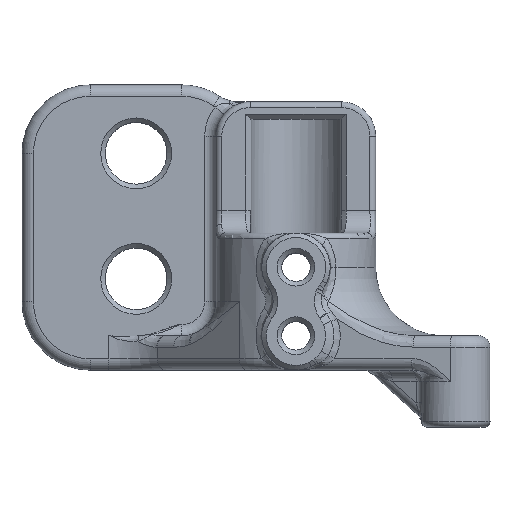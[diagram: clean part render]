
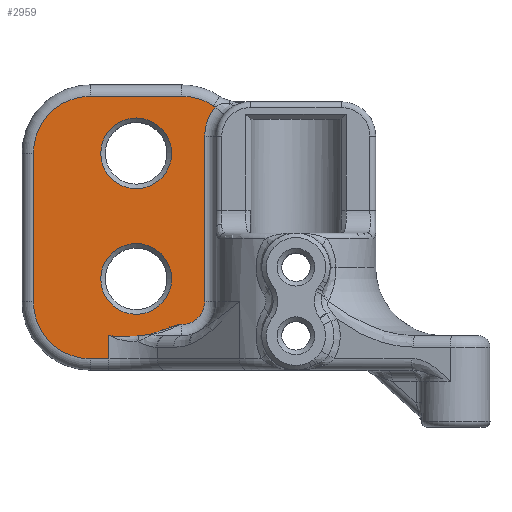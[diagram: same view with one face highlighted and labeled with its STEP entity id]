
A CAD part, top view. The second image highlights one B-rep face of the part: STEP entity #2959.
In plain terms, the highlighted planar face has unit normal (0, 0, 1).
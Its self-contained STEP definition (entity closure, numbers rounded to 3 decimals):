
#131=FACE_BOUND('',#624,.T.);
#132=FACE_BOUND('',#625,.T.);
#142=PLANE('',#3200);
#250=B_SPLINE_CURVE_WITH_KNOTS('',3,(#6169,#6170,#6171,#6172,#6173,#6174,
#6175,#6176),.UNSPECIFIED.,.F.,.F.,(4,2,2,4),(-0.001,0.,
0.171,0.291),.UNSPECIFIED.);
#251=B_SPLINE_CURVE_WITH_KNOTS('',3,(#6180,#6181,#6182,#6183,#6184,#6185,
#6186,#6187),.UNSPECIFIED.,.F.,.F.,(4,2,2,4),(0.,0.061,0.206,
0.207),.UNSPECIFIED.);
#418=FACE_OUTER_BOUND('',#623,.T.);
#623=EDGE_LOOP('',(#2322,#2323,#2324,#2325,#2326,#2327,#2328,#2329,#2330,
#2331,#2332,#2333,#2334,#2335,#2336));
#624=EDGE_LOOP('',(#2337));
#625=EDGE_LOOP('',(#2338));
#821=LINE('',#6157,#977);
#822=LINE('',#6161,#978);
#823=LINE('',#6165,#979);
#824=LINE('',#6167,#980);
#825=LINE('',#6189,#981);
#826=LINE('',#6192,#982);
#977=VECTOR('',#3676,10.);
#978=VECTOR('',#3679,10.);
#979=VECTOR('',#3682,10.);
#980=VECTOR('',#3683,10.);
#981=VECTOR('',#3686,10.);
#982=VECTOR('',#3689,10.);
#1126=CIRCLE('',#3199,3.1);
#1127=CIRCLE('',#3201,4.);
#1128=CIRCLE('',#3202,4.);
#1129=CIRCLE('',#3203,5.);
#1130=CIRCLE('',#3204,5.);
#1131=CIRCLE('',#3205,5.);
#1132=CIRCLE('',#3206,5.);
#1133=CIRCLE('',#3207,2.);
#1134=CIRCLE('',#3208,3.1);
#1375=VERTEX_POINT('',#6145);
#1376=VERTEX_POINT('',#6149);
#1377=VERTEX_POINT('',#6150);
#1378=VERTEX_POINT('',#6152);
#1379=VERTEX_POINT('',#6154);
#1380=VERTEX_POINT('',#6156);
#1381=VERTEX_POINT('',#6158);
#1382=VERTEX_POINT('',#6160);
#1383=VERTEX_POINT('',#6162);
#1384=VERTEX_POINT('',#6164);
#1385=VERTEX_POINT('',#6166);
#1386=VERTEX_POINT('',#6168);
#1387=VERTEX_POINT('',#6177);
#1388=VERTEX_POINT('',#6179);
#1389=VERTEX_POINT('',#6188);
#1390=VERTEX_POINT('',#6190);
#1391=VERTEX_POINT('',#6193);
#1710=EDGE_CURVE('',#1375,#1375,#1126,.T.);
#1712=EDGE_CURVE('',#1376,#1377,#1127,.T.);
#1713=EDGE_CURVE('',#1378,#1376,#1128,.T.);
#1714=EDGE_CURVE('',#1379,#1378,#1129,.T.);
#1715=EDGE_CURVE('',#1380,#1379,#821,.T.);
#1716=EDGE_CURVE('',#1381,#1380,#1130,.T.);
#1717=EDGE_CURVE('',#1382,#1381,#822,.T.);
#1718=EDGE_CURVE('',#1383,#1382,#1131,.T.);
#1719=EDGE_CURVE('',#1384,#1383,#823,.T.);
#1720=EDGE_CURVE('',#1385,#1384,#824,.T.);
#1721=EDGE_CURVE('',#1386,#1385,#250,.F.);
#1722=EDGE_CURVE('',#1386,#1387,#1132,.T.);
#1723=EDGE_CURVE('',#1388,#1387,#251,.F.);
#1724=EDGE_CURVE('',#1389,#1388,#825,.T.);
#1725=EDGE_CURVE('',#1390,#1389,#1133,.T.);
#1726=EDGE_CURVE('',#1377,#1390,#826,.T.);
#1727=EDGE_CURVE('',#1391,#1391,#1134,.T.);
#2322=ORIENTED_EDGE('',*,*,#1712,.F.);
#2323=ORIENTED_EDGE('',*,*,#1713,.F.);
#2324=ORIENTED_EDGE('',*,*,#1714,.F.);
#2325=ORIENTED_EDGE('',*,*,#1715,.F.);
#2326=ORIENTED_EDGE('',*,*,#1716,.F.);
#2327=ORIENTED_EDGE('',*,*,#1717,.F.);
#2328=ORIENTED_EDGE('',*,*,#1718,.F.);
#2329=ORIENTED_EDGE('',*,*,#1719,.F.);
#2330=ORIENTED_EDGE('',*,*,#1720,.F.);
#2331=ORIENTED_EDGE('',*,*,#1721,.F.);
#2332=ORIENTED_EDGE('',*,*,#1722,.T.);
#2333=ORIENTED_EDGE('',*,*,#1723,.F.);
#2334=ORIENTED_EDGE('',*,*,#1724,.F.);
#2335=ORIENTED_EDGE('',*,*,#1725,.F.);
#2336=ORIENTED_EDGE('',*,*,#1726,.F.);
#2337=ORIENTED_EDGE('',*,*,#1727,.F.);
#2338=ORIENTED_EDGE('',*,*,#1710,.F.);
#2959=ADVANCED_FACE('',(#418,#131,#132),#142,.T.);
#3199=AXIS2_PLACEMENT_3D('',#6146,#3665,#3666);
#3200=AXIS2_PLACEMENT_3D('',#6148,#3668,#3669);
#3201=AXIS2_PLACEMENT_3D('',#6151,#3670,#3671);
#3202=AXIS2_PLACEMENT_3D('',#6153,#3672,#3673);
#3203=AXIS2_PLACEMENT_3D('',#6155,#3674,#3675);
#3204=AXIS2_PLACEMENT_3D('',#6159,#3677,#3678);
#3205=AXIS2_PLACEMENT_3D('',#6163,#3680,#3681);
#3206=AXIS2_PLACEMENT_3D('',#6178,#3684,#3685);
#3207=AXIS2_PLACEMENT_3D('',#6191,#3687,#3688);
#3208=AXIS2_PLACEMENT_3D('',#6194,#3690,#3691);
#3665=DIRECTION('center_axis',(0.,0.,1.));
#3666=DIRECTION('ref_axis',(1.,0.,0.));
#3668=DIRECTION('center_axis',(0.,0.,1.));
#3669=DIRECTION('ref_axis',(1.,0.,0.));
#3670=DIRECTION('center_axis',(0.,0.,1.));
#3671=DIRECTION('ref_axis',(-0.922,0.388,0.));
#3672=DIRECTION('center_axis',(0.,0.,1.));
#3673=DIRECTION('ref_axis',(-0.289,-0.957,0.));
#3674=DIRECTION('center_axis',(0.,0.,-1.));
#3675=DIRECTION('ref_axis',(0.289,0.957,0.));
#3676=DIRECTION('',(1.,0.,0.));
#3677=DIRECTION('center_axis',(0.,0.,-1.));
#3678=DIRECTION('ref_axis',(-0.707,0.707,0.));
#3679=DIRECTION('',(0.,1.,0.));
#3680=DIRECTION('center_axis',(0.,0.,-1.));
#3681=DIRECTION('ref_axis',(-0.707,-0.707,0.));
#3682=DIRECTION('',(-1.,0.,0.));
#3683=DIRECTION('',(0.,-1.,0.));
#3684=DIRECTION('center_axis',(0.,0.,1.));
#3685=DIRECTION('ref_axis',(-1.,0.,0.));
#3686=DIRECTION('',(-1.,0.,0.));
#3687=DIRECTION('center_axis',(0.,0.,-1.));
#3688=DIRECTION('ref_axis',(0.707,-0.707,0.));
#3689=DIRECTION('',(0.,-1.,0.));
#3690=DIRECTION('center_axis',(0.,0.,1.));
#3691=DIRECTION('ref_axis',(1.,0.,0.));
#6145=CARTESIAN_POINT('',(6.9,16.,3.));
#6146=CARTESIAN_POINT('Origin',(10.,16.,3.));
#6148=CARTESIAN_POINT('Origin',(10.,9.5,3.));
#6149=CARTESIAN_POINT('',(16.929,20.063,3.));
#6150=CARTESIAN_POINT('',(16.,17.5,3.));
#6151=CARTESIAN_POINT('Origin',(20.,17.5,3.));
#6152=CARTESIAN_POINT('',(16.764,20.167,3.));
#6153=CARTESIAN_POINT('Origin',(18.975,23.5,3.));
#6154=CARTESIAN_POINT('',(14.,21.,3.));
#6155=CARTESIAN_POINT('Origin',(14.,16.,3.));
#6156=CARTESIAN_POINT('',(6.,21.,3.));
#6157=CARTESIAN_POINT('',(12.,21.,3.));
#6158=CARTESIAN_POINT('',(1.,16.,3.));
#6159=CARTESIAN_POINT('Origin',(6.,16.,3.));
#6160=CARTESIAN_POINT('',(1.,3.,3.));
#6161=CARTESIAN_POINT('',(1.,12.75,3.));
#6162=CARTESIAN_POINT('',(6.,-2.,3.));
#6163=CARTESIAN_POINT('Origin',(6.,3.,3.));
#6164=CARTESIAN_POINT('',(7.615,-2.,3.));
#6165=CARTESIAN_POINT('',(5.,-2.,3.));
#6166=CARTESIAN_POINT('',(7.615,0.044,3.));
#6167=CARTESIAN_POINT('',(7.615,3.25,3.));
#6168=CARTESIAN_POINT('',(10.105,0.001,3.));
#6169=CARTESIAN_POINT('Ctrl Pts',(7.615,0.044,3.));
#6170=CARTESIAN_POINT('Ctrl Pts',(7.618,0.043,3.));
#6171=CARTESIAN_POINT('Ctrl Pts',(7.622,0.043,3.));
#6172=CARTESIAN_POINT('Ctrl Pts',(8.182,-0.067,
3.));
#6173=CARTESIAN_POINT('Ctrl Pts',(8.707,-0.066,3.));
#6174=CARTESIAN_POINT('Ctrl Pts',(9.509,-0.03,
3.));
#6175=CARTESIAN_POINT('Ctrl Pts',(9.813,-0.005,
3.));
#6176=CARTESIAN_POINT('Ctrl Pts',(10.105,0.001,3.));
#6177=CARTESIAN_POINT('',(11.831,0.347,3.));
#6178=CARTESIAN_POINT('Origin',(10.,5.,3.));
#6179=CARTESIAN_POINT('',(13.775,1.,3.));
#6180=CARTESIAN_POINT('Ctrl Pts',(11.831,0.347,3.));
#6181=CARTESIAN_POINT('Ctrl Pts',(12.019,0.421,3.));
#6182=CARTESIAN_POINT('Ctrl Pts',(12.22,0.491,3.));
#6183=CARTESIAN_POINT('Ctrl Pts',(12.867,0.705,3.));
#6184=CARTESIAN_POINT('Ctrl Pts',(13.34,0.842,3.));
#6185=CARTESIAN_POINT('Ctrl Pts',(13.769,0.998,3.));
#6186=CARTESIAN_POINT('Ctrl Pts',(13.772,0.999,3.));
#6187=CARTESIAN_POINT('Ctrl Pts',(13.775,1.,3.));
#6188=CARTESIAN_POINT('',(14.,1.,3.));
#6189=CARTESIAN_POINT('',(15.25,1.,3.));
#6190=CARTESIAN_POINT('',(16.,3.,3.));
#6191=CARTESIAN_POINT('Origin',(14.,3.,3.));
#6192=CARTESIAN_POINT('',(16.,3.25,3.));
#6193=CARTESIAN_POINT('',(6.9,5.,3.));
#6194=CARTESIAN_POINT('Origin',(10.,5.,3.));
